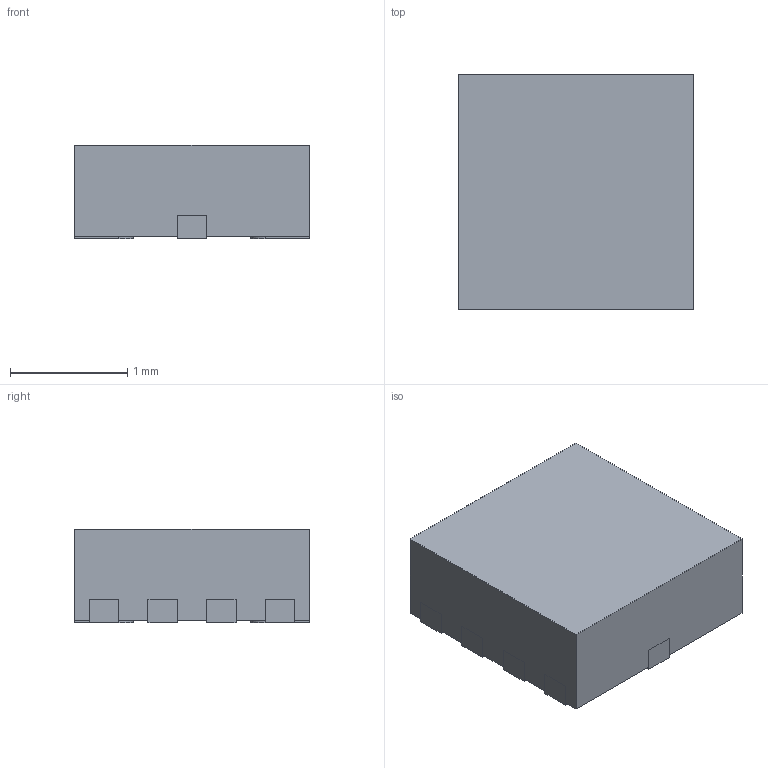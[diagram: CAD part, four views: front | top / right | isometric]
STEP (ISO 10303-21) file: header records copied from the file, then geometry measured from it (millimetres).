
FILE_DESCRIPTION((''),'2;1');
FILE_NAME('RUN0010A_ASM','2020-05-21T08:31:13',('a0412086'),(''),'CREO PARAMETRIC BY PTC INC, 2019292','CREO PARAMETRIC BY PTC INC, 2019292','');
FILE_SCHEMA(('AUTOMOTIVE_DESIGN { 1 0 10303 214 1 1 1 1 }'));
Length unit declared in the file: millimetre
Products named in the file (4): FRAME; BODY; PIN1_AREA; RUN0010A_ASM
Assembly tree (3 placements, depth 2):
  RUN0010A_ASM
    FRAME
    BODY
    PIN1_AREA
Bounding box: 2 x 2 x 0.8 mm (x, y, z)
Volume: 3.1 mm3; surface area: 21 mm2
Topology: 11 solids, 11 shells, 142 faces, 360 edges, 240 vertices
Faces by surface type: plane 106, cylinder 36
Entity records: 5678 total; most frequent: CARTESIAN_POINT 756, DIRECTION 730, ORIENTED_EDGE 720, PRESENTATION_STYLE_ASSIGNMENT 382, STYLED_ITEM 372, CURVE_STYLE 360, EDGE_CURVE 360, VECTOR 288
